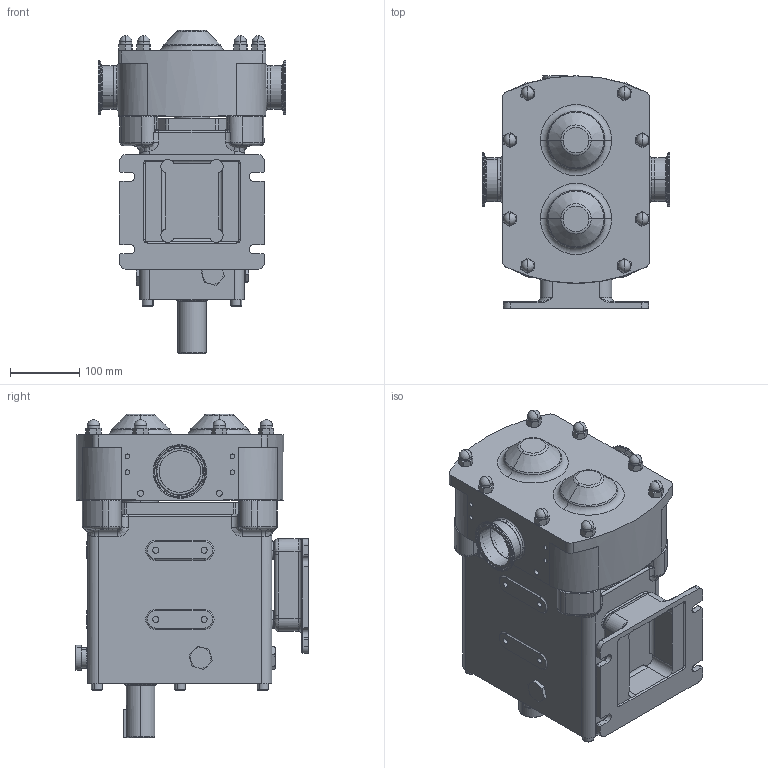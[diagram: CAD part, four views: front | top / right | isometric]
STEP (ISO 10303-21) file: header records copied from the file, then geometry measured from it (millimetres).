
FILE_DESCRIPTION (( 'STEP AP214' ), '1' );
FILE_NAME ('GA4268.STEP', '2024-11-06T21:35:58', ( '' ), ( '' ), 'SwSTEP 2.0', 'SolidWorks 2023', '' );
FILE_SCHEMA (( 'AUTOMOTIVE_DESIGN' ));
Length unit declared in the file: millimetre
Products named in the file (3): Copy of RA94-5121-44M^GA4268; Copy of R0600 CPP H TSD^GA4268; GA4268
Assembly tree (3 placements, depth 2):
  GA4268
    Copy of R0600 CPP H TSD^GA4268
    Copy of RA94-5121-44M^GA4268  x2
Bounding box: 272 x 337 x 467.7 mm (x, y, z)
Volume: 17046718 mm3; surface area: 699097.8 mm2
Topology: 3 solids, 7 shells, 962 faces, 2281 edges, 1351 vertices
Faces by surface type: plane 299, cylinder 286, cone 171, torus 116, bspline 66, sphere 24
Entity records: 30420 total; most frequent: CARTESIAN_POINT 9194, DIRECTION 4608, ORIENTED_EDGE 4338, EDGE_CURVE 2169, AXIS2_PLACEMENT_3D 1889, VERTEX_POINT 1307, CIRCLE 1012, EDGE_LOOP 1012
